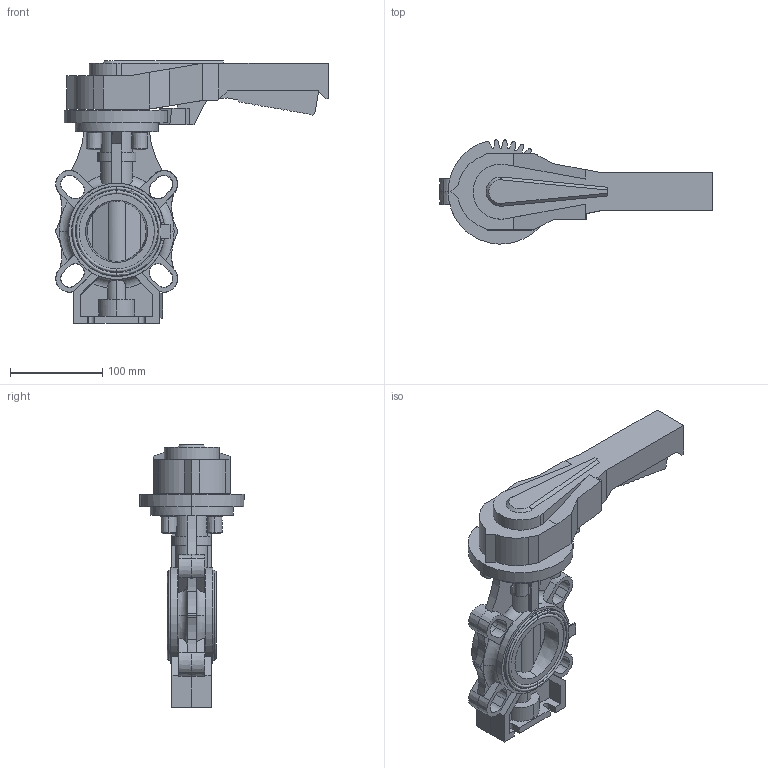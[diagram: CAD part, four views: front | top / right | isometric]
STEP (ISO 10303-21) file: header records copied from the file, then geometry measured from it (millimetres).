
FILE_DESCRIPTION(('STEP AP214'),'1');
FILE_NAME('cctmp_BCA04AF2-DBDC-441D-B9D1-F1BE71B9EC15_2021_10_25_14_08_05_0030..stp','2021-10-25T12:08:05',('Praher Valves GmbH'),('CADClick - www.CADClick.com'),'Spatial InterOp 3D',' ','unknown authorization');
FILE_SCHEMA(('AUTOMOTIVE_DESIGN'));
Length unit declared in the file: millimetre
Products named in the file (3): cc_unnamed; 242321_1; 242321
Assembly tree (2 placements, depth 2):
  cc_unnamed
    242321_1
    242321
Bounding box: 296.51 x 113.22 x 285.5 mm (x, y, z)
Volume: 1437341.7 mm3; surface area: 217708.6 mm2
Topology: 2 solids, 6 shells, 621 faces, 1686 edges, 1092 vertices
Faces by surface type: plane 282, cone 136, cylinder 125, torus 70, bspline 4, sphere 4
Entity records: 25528 total; most frequent: CARTESIAN_POINT 4316, DIRECTION 3560, ORIENTED_EDGE 3372, EDGE_CURVE 1686, AXIS2_PLACEMENT_3D 1350, VERTEX_POINT 1092, LINE 860, VECTOR 860
